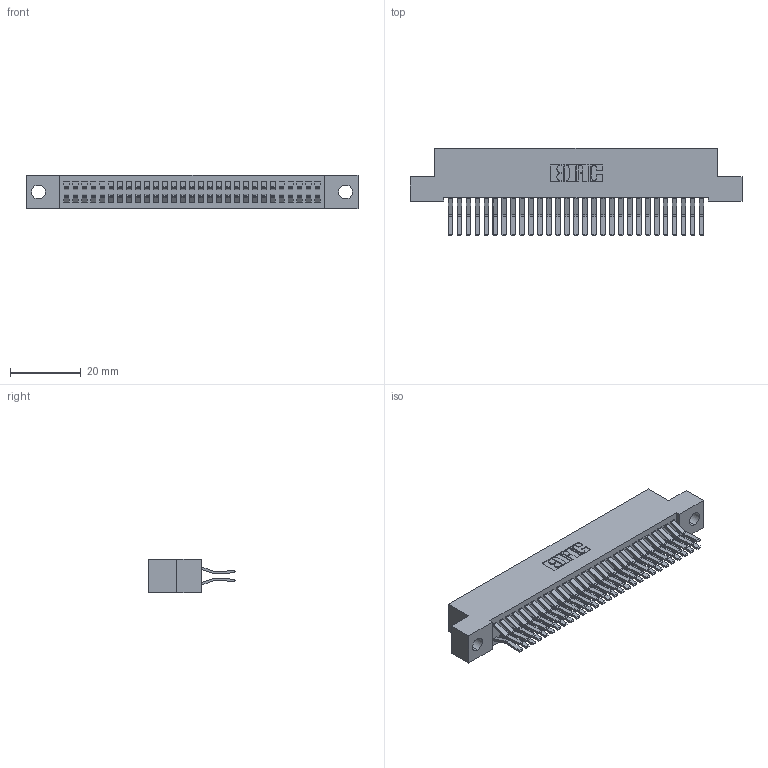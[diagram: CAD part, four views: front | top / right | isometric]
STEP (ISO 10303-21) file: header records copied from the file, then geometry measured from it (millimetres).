
FILE_DESCRIPTION (( 'STEP AP203' ), '1' );
FILE_NAME ('342-058-560-204.STEP', '2019-10-03T13:10:46', ( '' ), ( '' ), 'SwSTEP 2.0', 'SolidWorks 2016', '' );
FILE_SCHEMA (( 'CONFIG_CONTROL_DESIGN' ));
Length unit declared in the file: inch
Products named in the file (3): 342 Part_.156 TH; 345-292-001_560 Tail; 342-058-560-204
Assembly tree (59 placements, depth 2):
  342-058-560-204
    342 Part_.156 TH
    345-292-001_560 Tail  x58
Bounding box: 93.98 x 24.78 x 9.4 mm (x, y, z)
Volume: 8676.3 mm3; surface area: 14539.8 mm2
Topology: 59 solids, 59 shells, 3242 faces, 9637 edges, 6346 vertices
Faces by surface type: plane 2154, cylinder 1088
Entity records: 20297 total; most frequent: CARTESIAN_POINT 3378, ORIENTED_EDGE 3314, DIRECTION 2913, EDGE_CURVE 1657, LINE 1525, VECTOR 1525, VERTEX_POINT 1102, AXIS2_PLACEMENT_3D 694
